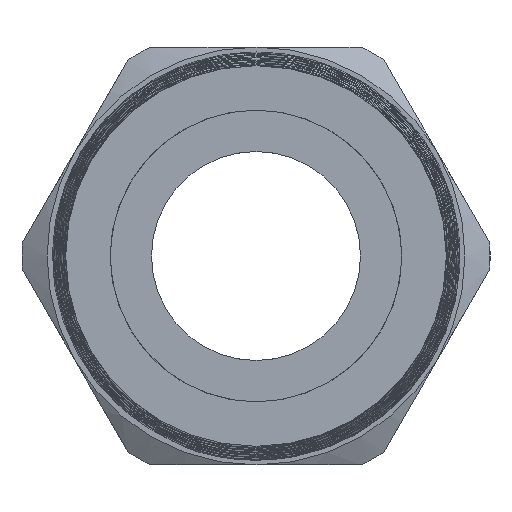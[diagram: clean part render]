
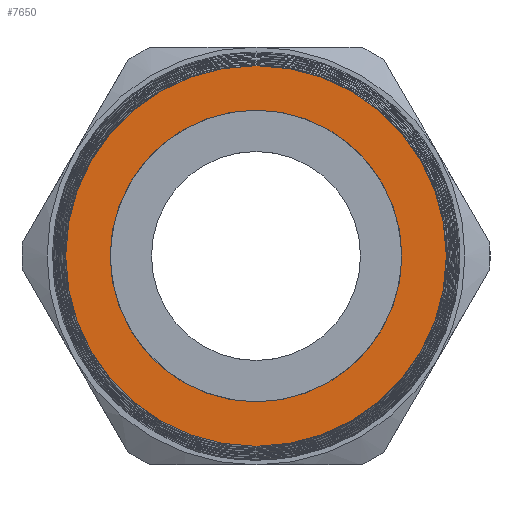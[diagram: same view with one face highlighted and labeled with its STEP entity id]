
A CAD part, left-side view. The second image highlights one B-rep face of the part: STEP entity #7650.
In plain terms, the highlighted planar face has unit normal (-1, 0, 0).
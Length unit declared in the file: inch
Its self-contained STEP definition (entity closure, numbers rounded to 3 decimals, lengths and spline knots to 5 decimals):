
#2164 = CARTESIAN_POINT ( 'NONE',  ( -3.54, 0., -0.42795 ) ) ;
#2165 = CARTESIAN_POINT ( 'NONE',  ( -3.54, 0., 0.42795 ) ) ;
#2166 = DIRECTION ( 'NONE',  ( 0., 0., 1. ) ) ;
#2167 = DIRECTION ( 'NONE',  ( -1., 0., 0. ) ) ;
#2168 = AXIS2_PLACEMENT_3D ( 'NONE', #2174, #2167, #2166 ) ;
#2169 = CIRCLE ( 'NONE', #2168, 0.42795 ) ;
#2174 = CARTESIAN_POINT ( 'NONE',  ( -3.54, 0., 0. ) ) ;
#4383 = DIRECTION ( 'NONE',  ( 0., 0., 1. ) ) ;
#4384 = DIRECTION ( 'NONE',  ( -1., 0., 0. ) ) ;
#4399 = CARTESIAN_POINT ( 'NONE',  ( -3.54, 0., 0. ) ) ;
#4400 = AXIS2_PLACEMENT_3D ( 'NONE', #4399, #4384, #4383 ) ;
#4401 = PLANE ( 'NONE',  #4400 ) ;
#4404 = FACE_OUTER_BOUND ( 'NONE', #7651, .T. ) ;
#4405 = FACE_BOUND ( 'NONE', #7544, .T. ) ;
#4434 = CARTESIAN_POINT ( 'NONE',  ( -3.54, 0., -0.32795 ) ) ;
#4502 = CARTESIAN_POINT ( 'NONE',  ( -3.54, 0., 0.32795 ) ) ;
#4503 = DIRECTION ( 'NONE',  ( 0., 0., 1. ) ) ;
#4504 = DIRECTION ( 'NONE',  ( -1., 0., 0. ) ) ;
#4505 = CARTESIAN_POINT ( 'NONE',  ( -3.54, 0., 0. ) ) ;
#4506 = AXIS2_PLACEMENT_3D ( 'NONE', #4505, #4504, #4503 ) ;
#4507 = CIRCLE ( 'NONE', #4506, 0.32795 ) ;
#7541 = EDGE_CURVE ( 'NONE', #7721, #7719, #10700, .T. ) ;
#7542 = ORIENTED_EDGE ( 'NONE', *, *, #7718, .T. ) ;
#7544 = EDGE_LOOP ( 'NONE', ( #7545, #7546 ) ) ;
#7545 = ORIENTED_EDGE ( 'NONE', *, *, #7821, .F. ) ;
#7546 = ORIENTED_EDGE ( 'NONE', *, *, #7564, .F. ) ;
#7564 = EDGE_CURVE ( 'NONE', #7822, #7768, #10730, .T. ) ;
#7650 = ADVANCED_FACE ( 'NONE', ( #4404, #4405 ), #4401, .T. ) ;
#7651 = EDGE_LOOP ( 'NONE', ( #7653, #7542 ) ) ;
#7653 = ORIENTED_EDGE ( 'NONE', *, *, #7541, .T. ) ;
#7718 = EDGE_CURVE ( 'NONE', #7719, #7721, #2169, .T. ) ;
#7719 = VERTEX_POINT ( 'NONE', #2165 ) ;
#7721 = VERTEX_POINT ( 'NONE', #2164 ) ;
#7768 = VERTEX_POINT ( 'NONE', #4434 ) ;
#7821 = EDGE_CURVE ( 'NONE', #7768, #7822, #4507, .T. ) ;
#7822 = VERTEX_POINT ( 'NONE', #4502 ) ;
#10696 = DIRECTION ( 'NONE',  ( 0., 0., 1. ) ) ;
#10697 = DIRECTION ( 'NONE',  ( -1., 0., 0. ) ) ;
#10698 = CARTESIAN_POINT ( 'NONE',  ( -3.54, 0., 0. ) ) ;
#10699 = AXIS2_PLACEMENT_3D ( 'NONE', #10698, #10697, #10696 ) ;
#10700 = CIRCLE ( 'NONE', #10699, 0.42795 ) ;
#10727 = DIRECTION ( 'NONE',  ( -1., 0., 0. ) ) ;
#10728 = CARTESIAN_POINT ( 'NONE',  ( -3.54, 0., 0. ) ) ;
#10729 = AXIS2_PLACEMENT_3D ( 'NONE', #10728, #10727, #10771 ) ;
#10730 = CIRCLE ( 'NONE', #10729, 0.32795 ) ;
#10771 = DIRECTION ( 'NONE',  ( 0., 0., 1. ) ) ;
